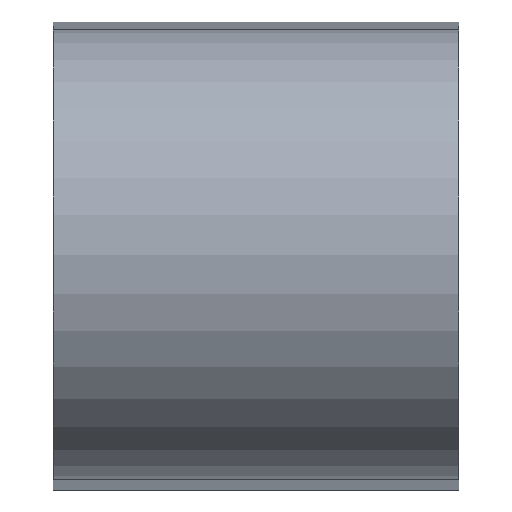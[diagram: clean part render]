
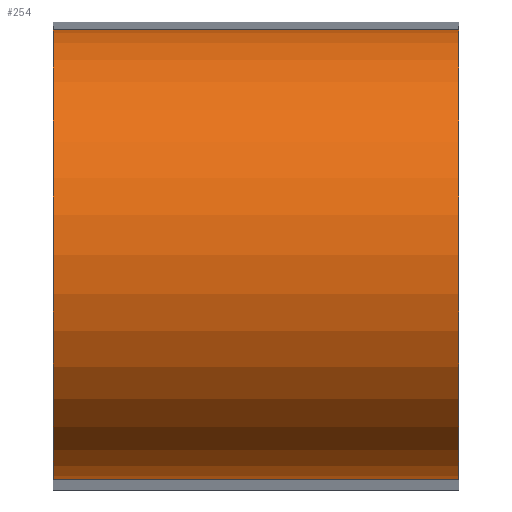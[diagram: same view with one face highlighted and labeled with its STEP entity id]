
A CAD part, top view. The second image highlights one B-rep face of the part: STEP entity #254.
In plain terms, the highlighted cylindrical face has radius 25 mm (diameter 50 mm), a partial arc.
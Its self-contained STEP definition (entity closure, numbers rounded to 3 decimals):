
#16=CIRCLE('',#289,25.);
#17=CIRCLE('',#290,25.);
#32=CYLINDRICAL_SURFACE('',#288,25.);
#39=FACE_OUTER_BOUND('',#53,.T.);
#53=EDGE_LOOP('',(#180,#181,#182,#183));
#73=LINE('',#421,#94);
#75=LINE('',#427,#96);
#94=VECTOR('',#332,10.);
#96=VECTOR('',#338,10.);
#114=VERTEX_POINT('',#418);
#115=VERTEX_POINT('',#420);
#116=VERTEX_POINT('',#424);
#117=VERTEX_POINT('',#426);
#140=EDGE_CURVE('',#115,#114,#73,.T.);
#142=EDGE_CURVE('',#116,#114,#16,.T.);
#143=EDGE_CURVE('',#117,#116,#75,.T.);
#144=EDGE_CURVE('',#115,#117,#17,.T.);
#180=ORIENTED_EDGE('',*,*,#140,.T.);
#181=ORIENTED_EDGE('',*,*,#142,.F.);
#182=ORIENTED_EDGE('',*,*,#143,.F.);
#183=ORIENTED_EDGE('',*,*,#144,.F.);
#254=ADVANCED_FACE('',(#39),#32,.T.);
#288=AXIS2_PLACEMENT_3D('',#423,#334,#335);
#289=AXIS2_PLACEMENT_3D('',#425,#336,#337);
#290=AXIS2_PLACEMENT_3D('',#428,#339,#340);
#332=DIRECTION('',(1.,0.,0.));
#334=DIRECTION('center_axis',(1.,0.,0.));
#335=DIRECTION('ref_axis',(0.,1.,0.));
#336=DIRECTION('center_axis',(1.,0.,0.));
#337=DIRECTION('ref_axis',(0.,1.,0.));
#338=DIRECTION('',(1.,0.,0.));
#339=DIRECTION('center_axis',(-1.,0.,0.));
#340=DIRECTION('ref_axis',(0.,1.,0.));
#418=CARTESIAN_POINT('',(17.5,-25.,0.));
#420=CARTESIAN_POINT('',(-27.5,-25.,0.));
#421=CARTESIAN_POINT('',(0.,-25.,0.));
#423=CARTESIAN_POINT('Origin',(0.,0.,0.));
#424=CARTESIAN_POINT('',(17.5,25.,0.));
#425=CARTESIAN_POINT('Origin',(17.5,0.,0.));
#426=CARTESIAN_POINT('',(-27.5,25.,0.));
#427=CARTESIAN_POINT('',(0.,25.,0.));
#428=CARTESIAN_POINT('Origin',(-27.5,0.,0.));
